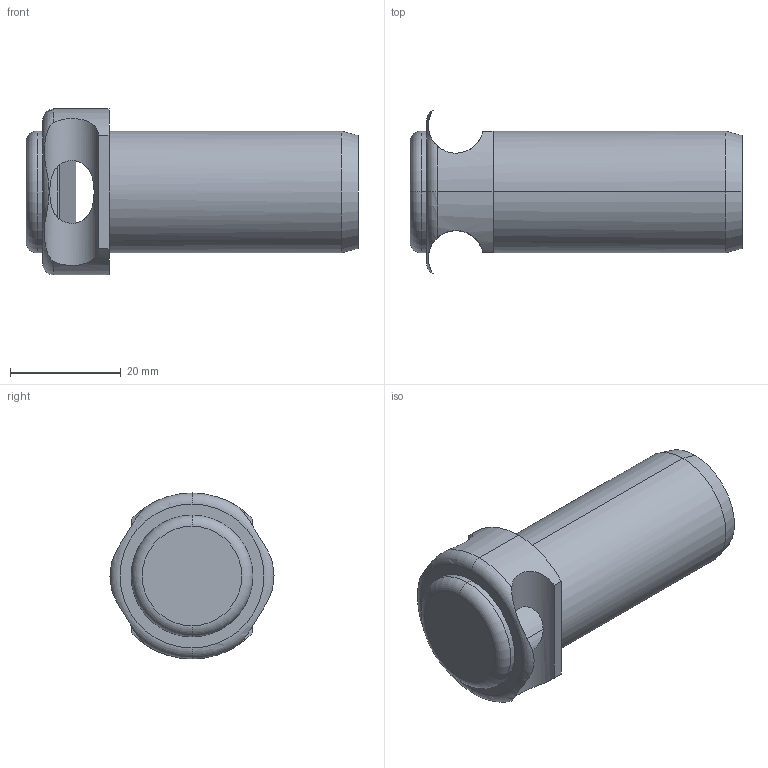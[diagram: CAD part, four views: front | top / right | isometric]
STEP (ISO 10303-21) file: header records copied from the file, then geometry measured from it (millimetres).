
FILE_DESCRIPTION (( 'STEP AP214' ), '1' );
FILE_NAME ('4685.STEP', '2020-04-09T15:00:51', ( '.' ), ( '.' ), 'SwSTEP 2.0', 'SolidWorks 2001039', '' );
FILE_SCHEMA (( 'AUTOMOTIVE_DESIGN' ));
Length unit declared in the file: millimetre
Products named in the file (3): 4; 5; 6
Assembly tree (2 placements, depth 2):
  4
    6
    5
Bounding box: 60 x 29.64 x 30 mm (x, y, z)
Volume: 10634 mm3; surface area: 9072.3 mm2
Topology: 2 solids, 2 shells, 37 faces, 87 edges, 55 vertices
Faces by surface type: cylinder 17, plane 12, torus 6, cone 2
Entity records: 1777 total; most frequent: CARTESIAN_POINT 615, DIRECTION 188, ORIENTED_EDGE 174, EDGE_CURVE 87, AXIS2_PLACEMENT_3D 80, VERTEX_POINT 55, EDGE_LOOP 44, CIRCLE 39
